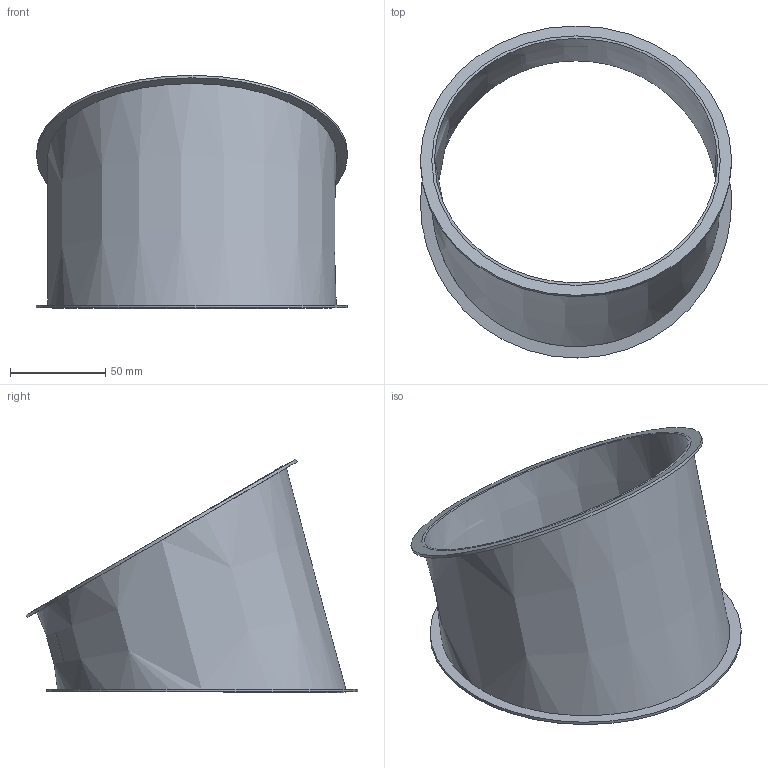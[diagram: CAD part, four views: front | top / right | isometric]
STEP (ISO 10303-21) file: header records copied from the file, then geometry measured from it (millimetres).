
FILE_DESCRIPTION((''),'2;1');
FILE_NAME('4010015015667-Ø150x1,5 30°.stp','2010-11-15T13:30:23',('cnickl'),(''),'Autodesk Inventor 2011','Autodesk Inventor 2011','');
FILE_SCHEMA(('AUTOMOTIVE_DESIGN { 1 0 10303 214 1 1 1 1 }'));
Length unit declared in the file: millimetre
Products named in the file (1): Parameterskizze Segmente neu
Bounding box: 163.5 x 174.31 x 122.52 mm (x, y, z)
Volume: 67309.7 mm3; surface area: 92618.8 mm2
Topology: 1 solids, 1 shells, 13 faces, 37 edges, 29 vertices
Faces by surface type: bspline 7, plane 4, cylinder 2
Full cylindrical faces by diameter (mm): 163.5 x1
Entity records: 1871 total; most frequent: CARTESIAN_POINT 1515, ORIENTED_EDGE 58, DIRECTION 40, EDGE_CURVE 29, B_SPLINE_CURVE_WITH_KNOTS 18, EDGE_LOOP 18, VERTEX_POINT 17, AXIS2_PLACEMENT_3D 15
